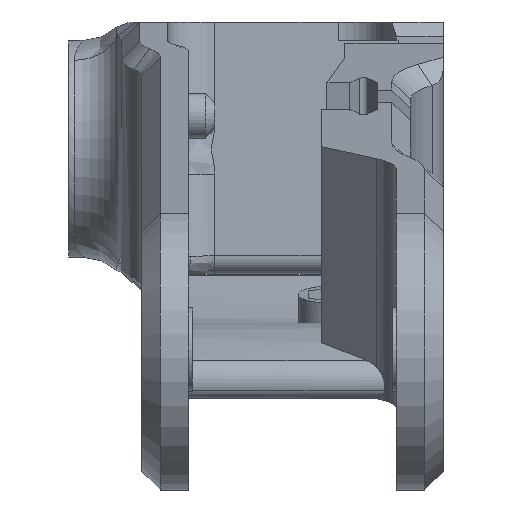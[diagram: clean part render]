
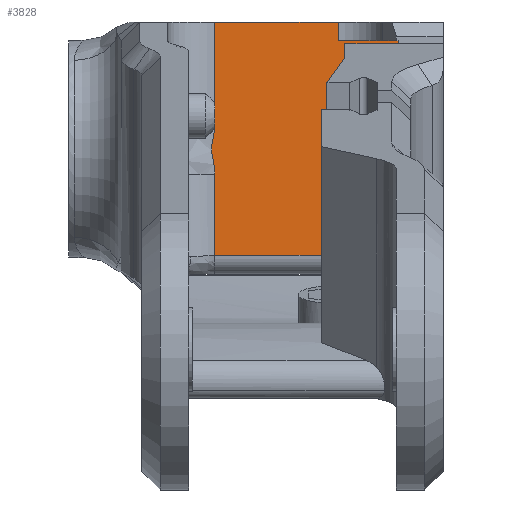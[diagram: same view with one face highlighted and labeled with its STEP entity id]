
A CAD part, left-side view. The second image highlights one B-rep face of the part: STEP entity #3828.
In plain terms, the highlighted planar face has unit normal (-1, 0, 0).
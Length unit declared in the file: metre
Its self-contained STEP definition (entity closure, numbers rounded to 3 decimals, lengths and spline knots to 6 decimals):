
#180=B_SPLINE_CURVE_WITH_KNOTS('',3,(#6438,#6439,#6440,#6441,#6442,#6443,
#6444),.UNSPECIFIED.,.F.,.F.,(4,1,1,1,4),(0.,0.001358,0.002716,
0.004075,0.005433),.UNSPECIFIED.);
#340=LINE('',#5732,#627);
#343=LINE('',#5746,#630);
#359=LINE('',#5823,#646);
#423=LINE('',#6044,#710);
#425=LINE('',#6048,#712);
#427=LINE('',#6054,#714);
#429=LINE('',#6058,#716);
#430=LINE('',#6060,#717);
#432=LINE('',#6064,#719);
#469=LINE('',#6435,#756);
#470=LINE('',#6436,#757);
#471=LINE('',#6446,#758);
#472=LINE('',#6448,#759);
#627=VECTOR('',#4470,1.);
#630=VECTOR('',#4481,1.);
#646=VECTOR('',#4507,1.);
#710=VECTOR('',#4699,1.);
#712=VECTOR('',#4703,1.);
#714=VECTOR('',#4709,1.);
#716=VECTOR('',#4713,1.);
#717=VECTOR('',#4716,1.);
#719=VECTOR('',#4720,1.);
#756=VECTOR('',#4869,1.);
#757=VECTOR('',#4870,1.);
#758=VECTOR('',#4871,1.);
#759=VECTOR('',#4872,1.);
#1306=ORIENTED_EDGE('',*,*,#2085,.F.);
#1307=ORIENTED_EDGE('',*,*,#2212,.T.);
#1308=ORIENTED_EDGE('',*,*,#2215,.T.);
#1309=ORIENTED_EDGE('',*,*,#2213,.F.);
#1310=ORIENTED_EDGE('',*,*,#2079,.F.);
#1311=ORIENTED_EDGE('',*,*,#2207,.T.);
#1312=ORIENTED_EDGE('',*,*,#2205,.F.);
#1313=ORIENTED_EDGE('',*,*,#2210,.F.);
#1314=ORIENTED_EDGE('',*,*,#2315,.F.);
#1315=ORIENTED_EDGE('',*,*,#2107,.F.);
#1316=ORIENTED_EDGE('',*,*,#2316,.F.);
#1317=ORIENTED_EDGE('',*,*,#2317,.F.);
#1318=ORIENTED_EDGE('',*,*,#2318,.F.);
#1319=ORIENTED_EDGE('',*,*,#2319,.F.);
#2079=EDGE_CURVE('',#2641,#2642,#340,.F.);
#2085=EDGE_CURVE('',#2647,#2648,#343,.F.);
#2107=EDGE_CURVE('',#2666,#2667,#359,.T.);
#2205=EDGE_CURVE('',#2737,#2738,#423,.T.);
#2207=EDGE_CURVE('',#2641,#2738,#425,.T.);
#2210=EDGE_CURVE('',#2740,#2737,#427,.T.);
#2212=EDGE_CURVE('',#2647,#2741,#429,.T.);
#2213=EDGE_CURVE('',#2642,#2742,#430,.T.);
#2215=EDGE_CURVE('',#2741,#2742,#432,.T.);
#2315=EDGE_CURVE('',#2667,#2740,#469,.F.);
#2316=EDGE_CURVE('',#2821,#2666,#470,.T.);
#2317=EDGE_CURVE('',#2822,#2821,#180,.T.);
#2318=EDGE_CURVE('',#2823,#2822,#471,.T.);
#2319=EDGE_CURVE('',#2648,#2823,#472,.F.);
#2641=VERTEX_POINT('',#5733);
#2642=VERTEX_POINT('',#5734);
#2647=VERTEX_POINT('',#5745);
#2648=VERTEX_POINT('',#5747);
#2666=VERTEX_POINT('',#5822);
#2667=VERTEX_POINT('',#5824);
#2737=VERTEX_POINT('',#6043);
#2738=VERTEX_POINT('',#6045);
#2740=VERTEX_POINT('',#6053);
#2741=VERTEX_POINT('',#6057);
#2742=VERTEX_POINT('',#6061);
#2821=VERTEX_POINT('',#6437);
#2822=VERTEX_POINT('',#6445);
#2823=VERTEX_POINT('',#6447);
#3158=EDGE_LOOP('',(#1306,#1307,#1308,#1309,#1310,#1311,#1312,#1313,#1314,
#1315,#1316,#1317,#1318,#1319));
#3451=FACE_BOUND('',#3158,.T.);
#3689=PLANE('',#4160);
#3828=ADVANCED_FACE('',(#3451),#3689,.F.);
#4160=AXIS2_PLACEMENT_3D('',#6434,#4867,#4868);
#4470=DIRECTION('',(0.,0.,1.));
#4481=DIRECTION('',(0.,0.,1.));
#4507=DIRECTION('',(0.,-1.,0.));
#4699=DIRECTION('',(0.,0.,-1.));
#4703=DIRECTION('',(0.,-1.,0.));
#4709=DIRECTION('',(0.,-1.,0.));
#4713=DIRECTION('',(0.,-1.,0.));
#4716=DIRECTION('',(0.,-1.,0.));
#4720=DIRECTION('',(0.,0.,1.));
#4867=DIRECTION('',(1.,0.,0.));
#4868=DIRECTION('',(0.,-1.,0.));
#4869=DIRECTION('',(0.,0.,1.));
#4870=DIRECTION('',(0.,0.,1.));
#4871=DIRECTION('',(0.,0.,1.));
#4872=DIRECTION('',(0.,-1.,0.));
#5732=CARTESIAN_POINT('',(0.018,-0.007166,-0.017083));
#5733=CARTESIAN_POINT('',(0.018,-0.007166,0.002));
#5734=CARTESIAN_POINT('',(0.018,-0.007166,-0.002));
#5745=CARTESIAN_POINT('',(0.018,-0.007166,-0.008));
#5746=CARTESIAN_POINT('',(0.018,-0.007166,-0.017083));
#5747=CARTESIAN_POINT('',(0.018,-0.007166,-0.014912));
#5822=CARTESIAN_POINT('',(0.018,0.006,0.01));
#5823=CARTESIAN_POINT('',(0.018,-0.007898,0.01));
#5824=CARTESIAN_POINT('',(0.018,-0.007166,0.01));
#6043=CARTESIAN_POINT('',(0.018,-0.0136,0.008));
#6044=CARTESIAN_POINT('',(0.018,-0.0136,-0.0025));
#6045=CARTESIAN_POINT('',(0.018,-0.0136,0.002));
#6048=CARTESIAN_POINT('',(0.018,-0.007898,0.002));
#6053=CARTESIAN_POINT('',(0.018,-0.007166,0.008));
#6054=CARTESIAN_POINT('',(0.018,-0.007898,0.008));
#6057=CARTESIAN_POINT('',(0.018,-0.0136,-0.008));
#6058=CARTESIAN_POINT('',(0.018,-0.007898,-0.008));
#6060=CARTESIAN_POINT('',(0.018,-0.007898,-0.002));
#6061=CARTESIAN_POINT('',(0.018,-0.0136,-0.002));
#6064=CARTESIAN_POINT('',(0.018,-0.0136,-0.0025));
#6434=CARTESIAN_POINT('',(0.018,-0.0012,-0.003542));
#6435=CARTESIAN_POINT('',(0.018,-0.007166,-0.017083));
#6436=CARTESIAN_POINT('',(0.018,0.006,0.01));
#6437=CARTESIAN_POINT('',(0.018,0.006,-0.000847));
#6438=CARTESIAN_POINT('',(0.018,0.006,-0.006253));
#6439=CARTESIAN_POINT('',(0.018,0.006,-0.0058));
#6440=CARTESIAN_POINT('',(0.018,0.006108,-0.004902));
#6441=CARTESIAN_POINT('',(0.018,0.006476,-0.00358));
#6442=CARTESIAN_POINT('',(0.018,0.006117,-0.002219));
#6443=CARTESIAN_POINT('',(0.018,0.006,-0.001311));
#6444=CARTESIAN_POINT('',(0.018,0.006,-0.000847));
#6445=CARTESIAN_POINT('',(0.018,0.006,-0.006253));
#6446=CARTESIAN_POINT('',(0.018,0.006,0.01));
#6447=CARTESIAN_POINT('',(0.018,0.006,-0.014912));
#6448=CARTESIAN_POINT('',(0.018,0.011,-0.014912));
